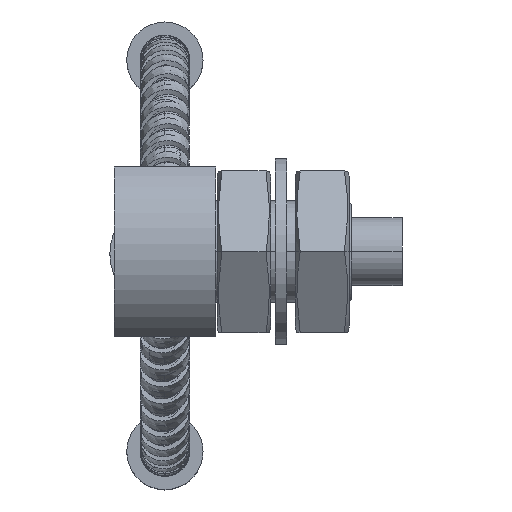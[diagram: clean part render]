
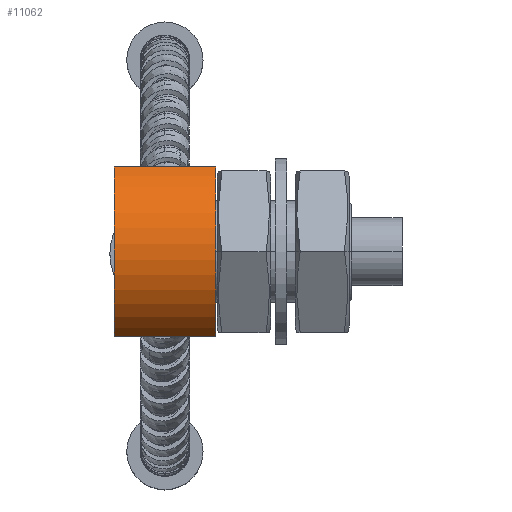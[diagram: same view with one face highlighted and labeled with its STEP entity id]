
A CAD part, top view. The second image highlights one B-rep face of the part: STEP entity #11062.
In plain terms, the highlighted cylindrical face has radius 5.75 mm (diameter 11.5 mm), a partial arc.
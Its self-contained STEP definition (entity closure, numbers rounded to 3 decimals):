
#6=CARTESIAN_POINT('',(0.,0.,-17.));
#7=DIRECTION('',(0.,0.,1.));
#8=DIRECTION('',(0.87,0.494,0.));
#9=AXIS2_PLACEMENT_3D('',#6,#7,#8);
#15=DIRECTION('',(0.,0.,1.));
#16=VECTOR('',#15,6.);
#17=CARTESIAN_POINT('',(5.,2.839,-17.));
#18=LINE('',#17,#16);
#19=DIRECTION('',(0.,0.,-1.));
#20=VECTOR('',#19,6.);
#21=CARTESIAN_POINT('',(-5.,2.839,-11.));
#22=LINE('',#21,#20);
#86=CARTESIAN_POINT('',(0.,0.,-11.));
#87=DIRECTION('',(0.,0.,1.));
#88=DIRECTION('',(0.87,0.494,0.));
#89=AXIS2_PLACEMENT_3D('',#86,#87,#88);
#10209=CARTESIAN_POINT('',(-5.,2.839,-17.));
#10211=VERTEX_POINT('',#10209);
#10213=CARTESIAN_POINT('',(5.,2.839,-17.));
#10214=VERTEX_POINT('',#10213);
#10217=CARTESIAN_POINT('',(-5.,2.839,-11.));
#10218=VERTEX_POINT('',#10217);
#10221=CARTESIAN_POINT('',(5.,2.839,-11.));
#10222=VERTEX_POINT('',#10221);
#11049=CARTESIAN_POINT('',(0.,0.,-17.206));
#11050=DIRECTION('',(0.,0.,1.));
#11051=DIRECTION('',(0.,1.,0.));
#11052=AXIS2_PLACEMENT_3D('',#11049,#11050,#11051);
#11053=CYLINDRICAL_SURFACE('',#11052,5.75);
#11054=ORIENTED_EDGE('',*,*,#11029,.F.);
#11056=ORIENTED_EDGE('',*,*,#11055,.T.);
#11058=ORIENTED_EDGE('',*,*,#11057,.T.);
#11059=ORIENTED_EDGE('',*,*,#11040,.T.);
#11060=EDGE_LOOP('',(#11054,#11056,#11058,#11059));
#11061=FACE_OUTER_BOUND('',#11060,.F.);
#11062=ADVANCED_FACE('',(#11061),#11053,.T.);
#10=CIRCLE('',#9,5.75);
#90=CIRCLE('',#89,5.75);
#11029=EDGE_CURVE('',#10214,#10211,#10,.T.);
#11040=EDGE_CURVE('',#10218,#10211,#22,.T.);
#11055=EDGE_CURVE('',#10214,#10222,#18,.T.);
#11057=EDGE_CURVE('',#10222,#10218,#90,.T.);
